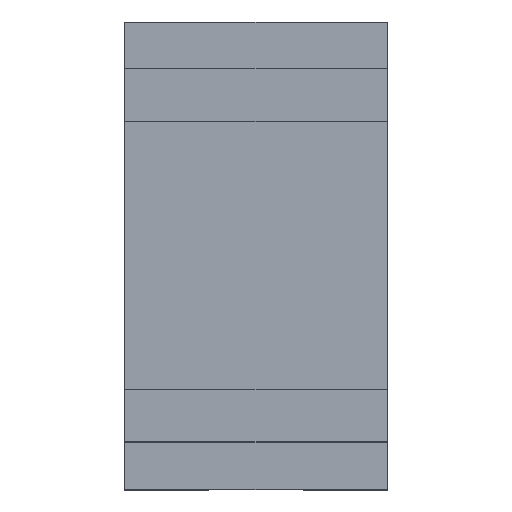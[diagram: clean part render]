
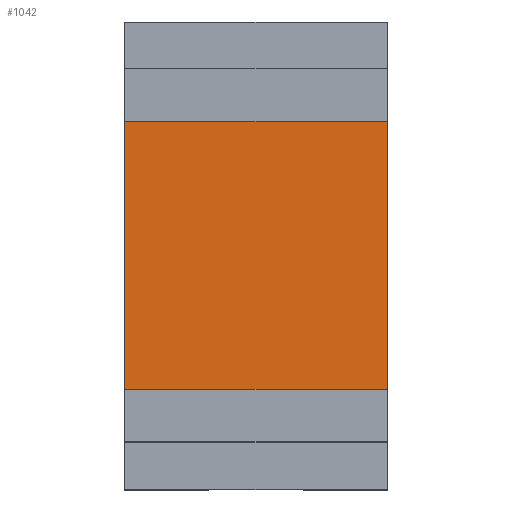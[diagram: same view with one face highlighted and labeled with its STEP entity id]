
A CAD part, top view. The second image highlights one B-rep face of the part: STEP entity #1042.
In plain terms, the highlighted planar face has unit normal (0, 0, 1).
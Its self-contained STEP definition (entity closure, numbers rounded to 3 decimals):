
#56=PLANE('',#1112);
#94=FACE_OUTER_BOUND('',#158,.T.);
#158=EDGE_LOOP('',(#753,#754,#755,#756));
#249=LINE('',#1555,#341);
#259=LINE('',#1575,#351);
#260=LINE('',#1577,#352);
#261=LINE('',#1578,#353);
#341=VECTOR('',#1241,10.);
#351=VECTOR('',#1257,10.);
#352=VECTOR('',#1258,10.);
#353=VECTOR('',#1259,10.);
#489=VERTEX_POINT('',#1553);
#490=VERTEX_POINT('',#1554);
#497=VERTEX_POINT('',#1574);
#498=VERTEX_POINT('',#1576);
#589=EDGE_CURVE('',#489,#490,#249,.T.);
#599=EDGE_CURVE('',#490,#497,#259,.T.);
#600=EDGE_CURVE('',#497,#498,#260,.T.);
#601=EDGE_CURVE('',#498,#489,#261,.T.);
#753=ORIENTED_EDGE('',*,*,#589,.T.);
#754=ORIENTED_EDGE('',*,*,#599,.T.);
#755=ORIENTED_EDGE('',*,*,#600,.T.);
#756=ORIENTED_EDGE('',*,*,#601,.T.);
#1042=ADVANCED_FACE('',(#94),#56,.T.);
#1112=AXIS2_PLACEMENT_3D('',#1573,#1255,#1256);
#1241=DIRECTION('',(1.,0.,0.));
#1255=DIRECTION('center_axis',(0.,0.,1.));
#1256=DIRECTION('ref_axis',(1.,0.,0.));
#1257=DIRECTION('',(0.,1.,0.));
#1258=DIRECTION('',(-1.,0.,0.));
#1259=DIRECTION('',(0.,-1.,0.));
#1553=CARTESIAN_POINT('',(12.7,-12.8,50.25));
#1554=CARTESIAN_POINT('',(37.7,-12.8,50.25));
#1555=CARTESIAN_POINT('',(25.2,-12.8,50.25));
#1573=CARTESIAN_POINT('Origin',(12.7,19.2,50.25));
#1574=CARTESIAN_POINT('',(37.7,12.7,50.25));
#1575=CARTESIAN_POINT('',(37.7,19.2,50.25));
#1576=CARTESIAN_POINT('',(12.7,12.7,50.25));
#1577=CARTESIAN_POINT('',(12.7,12.7,50.25));
#1578=CARTESIAN_POINT('',(12.7,19.,50.25));
